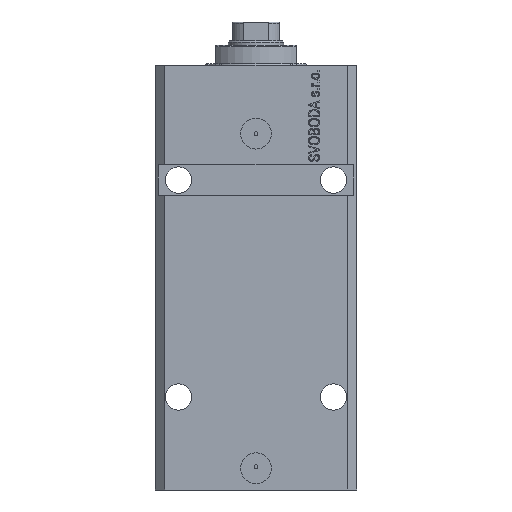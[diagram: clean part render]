
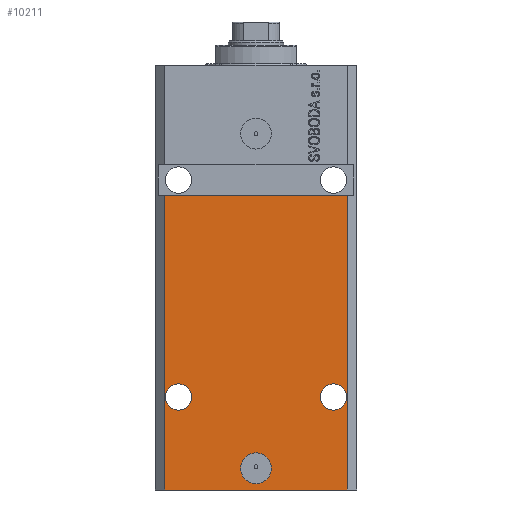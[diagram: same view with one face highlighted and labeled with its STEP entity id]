
A CAD part, front view. The second image highlights one B-rep face of the part: STEP entity #10211.
In plain terms, the highlighted planar face has unit normal (0, -1, 0).
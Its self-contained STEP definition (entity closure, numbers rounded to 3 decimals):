
#240 = CARTESIAN_POINT ( 'NONE',  ( -29.5, -22.5, -42. ) ) ;
#1107 = EDGE_CURVE ( 'NONE', #22138, #30338, #26460, .T. ) ;
#1578 = DIRECTION ( 'NONE',  ( 0., -1., 0. ) ) ;
#2268 = CARTESIAN_POINT ( 'NONE',  ( 29.5, -22.5, -137. ) ) ;
#2583 = VERTEX_POINT ( 'NONE', #35908 ) ;
#2776 = ORIENTED_EDGE ( 'NONE', *, *, #24502, .T. ) ;
#3658 = DIRECTION ( 'NONE',  ( 0., -1., 0. ) ) ;
#4089 = CARTESIAN_POINT ( 'NONE',  ( -5., -22.5, -130. ) ) ;
#4400 = DIRECTION ( 'NONE',  ( -1., 0., 0. ) ) ;
#4565 = VECTOR ( 'NONE', #16315, 1000. ) ;
#4840 = DIRECTION ( 'NONE',  ( 1., 0., 0. ) ) ;
#5384 = ORIENTED_EDGE ( 'NONE', *, *, #1107, .F. ) ;
#5957 = DIRECTION ( 'NONE',  ( 1., 0., 0. ) ) ;
#6306 = CIRCLE ( 'NONE', #13295, 5. ) ;
#7264 = DIRECTION ( 'NONE',  ( 0., -1., 0. ) ) ;
#8240 = VERTEX_POINT ( 'NONE', #2268 ) ;
#9139 = DIRECTION ( 'NONE',  ( 1., 0., 0. ) ) ;
#9864 = PLANE ( 'NONE',  #18867 ) ;
#10211 = ADVANCED_FACE ( 'NONE', ( #31831, #39394, #13522, #32077 ), #9864, .T. ) ;
#10960 = EDGE_CURVE ( 'NONE', #30961, #8240, #42862, .T. ) ;
#11217 = CARTESIAN_POINT ( 'NONE',  ( 0., -22.5, -130. ) ) ;
#12406 = VERTEX_POINT ( 'NONE', #240 ) ;
#12823 = VECTOR ( 'NONE', #5957, 1000. ) ;
#13295 = AXIS2_PLACEMENT_3D ( 'NONE', #11217, #44155, #44876 ) ;
#13522 = FACE_BOUND ( 'NONE', #47538, .T. ) ;
#13931 = AXIS2_PLACEMENT_3D ( 'NONE', #21250, #3658, #14633 ) ;
#14125 = EDGE_LOOP ( 'NONE', ( #42232, #5384 ) ) ;
#14373 = AXIS2_PLACEMENT_3D ( 'NONE', #25809, #7264, #22143 ) ;
#14633 = DIRECTION ( 'NONE',  ( 1., 0., 0. ) ) ;
#14923 = ORIENTED_EDGE ( 'NONE', *, *, #37413, .F. ) ;
#16315 = DIRECTION ( 'NONE',  ( 0., 0., 1. ) ) ;
#17153 = ORIENTED_EDGE ( 'NONE', *, *, #19654, .F. ) ;
#17644 = CARTESIAN_POINT ( 'NONE',  ( -32.5, -22.5, -42. ) ) ;
#17886 = AXIS2_PLACEMENT_3D ( 'NONE', #41633, #45763, #35283 ) ;
#18091 = ORIENTED_EDGE ( 'NONE', *, *, #27701, .F. ) ;
#18280 = EDGE_CURVE ( 'NONE', #12406, #35452, #35477, .T. ) ;
#18867 = AXIS2_PLACEMENT_3D ( 'NONE', #24267, #1578, #9139 ) ;
#19080 = ORIENTED_EDGE ( 'NONE', *, *, #35589, .F. ) ;
#19654 = EDGE_CURVE ( 'NONE', #41675, #2583, #40882, .T. ) ;
#19813 = VERTEX_POINT ( 'NONE', #4089 ) ;
#21250 = CARTESIAN_POINT ( 'NONE',  ( 25., -22.5, -107. ) ) ;
#21616 = CARTESIAN_POINT ( 'NONE',  ( -29.5, -22.5, -137. ) ) ;
#22138 = VERTEX_POINT ( 'NONE', #28351 ) ;
#22143 = DIRECTION ( 'NONE',  ( -1., 0., 0. ) ) ;
#22333 = CARTESIAN_POINT ( 'NONE',  ( 29.5, -22.5, -137. ) ) ;
#22934 = CARTESIAN_POINT ( 'NONE',  ( -25., -22.5, -107. ) ) ;
#24267 = CARTESIAN_POINT ( 'NONE',  ( -29.5, -22.5, -137. ) ) ;
#24502 = EDGE_CURVE ( 'NONE', #8240, #35452, #41607, .T. ) ;
#25314 = EDGE_LOOP ( 'NONE', ( #31024, #18091, #46595, #2776 ) ) ;
#25809 = CARTESIAN_POINT ( 'NONE',  ( -25., -22.5, -107. ) ) ;
#26460 = CIRCLE ( 'NONE', #17886, 4.25 ) ;
#27701 = EDGE_CURVE ( 'NONE', #30961, #12406, #38522, .T. ) ;
#28351 = CARTESIAN_POINT ( 'NONE',  ( 20.75, -22.5, -107. ) ) ;
#28360 = CARTESIAN_POINT ( 'NONE',  ( 29.25, -22.5, -107. ) ) ;
#28528 = CARTESIAN_POINT ( 'NONE',  ( 5., -22.5, -130. ) ) ;
#28543 = EDGE_CURVE ( 'NONE', #30338, #22138, #46655, .T. ) ;
#28593 = CARTESIAN_POINT ( 'NONE',  ( 29.5, -22.5, -42. ) ) ;
#30338 = VERTEX_POINT ( 'NONE', #28360 ) ;
#30936 = EDGE_LOOP ( 'NONE', ( #19080, #14923 ) ) ;
#30961 = VERTEX_POINT ( 'NONE', #21616 ) ;
#31024 = ORIENTED_EDGE ( 'NONE', *, *, #18280, .F. ) ;
#31831 = FACE_BOUND ( 'NONE', #30936, .T. ) ;
#32077 = FACE_OUTER_BOUND ( 'NONE', #25314, .T. ) ;
#33022 = ORIENTED_EDGE ( 'NONE', *, *, #44399, .F. ) ;
#33555 = DIRECTION ( 'NONE',  ( 0., 0., 1. ) ) ;
#33890 = AXIS2_PLACEMENT_3D ( 'NONE', #22934, #37815, #4400 ) ;
#34346 = CARTESIAN_POINT ( 'NONE',  ( -29.5, -22.5, -137. ) ) ;
#35283 = DIRECTION ( 'NONE',  ( 1., 0., 0. ) ) ;
#35330 = CARTESIAN_POINT ( 'NONE',  ( -20.75, -22.5, -107. ) ) ;
#35350 = CARTESIAN_POINT ( 'NONE',  ( -29.5, -22.5, -137. ) ) ;
#35429 = CIRCLE ( 'NONE', #14373, 4.25 ) ;
#35452 = VERTEX_POINT ( 'NONE', #28593 ) ;
#35477 = LINE ( 'NONE', #17644, #12823 ) ;
#35589 = EDGE_CURVE ( 'NONE', #43538, #19813, #6306, .T. ) ;
#35908 = CARTESIAN_POINT ( 'NONE',  ( -29.25, -22.5, -107. ) ) ;
#36350 = DIRECTION ( 'NONE',  ( 1., 0., 0. ) ) ;
#37413 = EDGE_CURVE ( 'NONE', #19813, #43538, #41399, .T. ) ;
#37815 = DIRECTION ( 'NONE',  ( 0., -1., 0. ) ) ;
#38522 = LINE ( 'NONE', #35350, #4565 ) ;
#39394 = FACE_BOUND ( 'NONE', #14125, .T. ) ;
#40882 = CIRCLE ( 'NONE', #33890, 4.25 ) ;
#41399 = CIRCLE ( 'NONE', #42201, 5. ) ;
#41607 = LINE ( 'NONE', #22333, #44216 ) ;
#41633 = CARTESIAN_POINT ( 'NONE',  ( 25., -22.5, -107. ) ) ;
#41675 = VERTEX_POINT ( 'NONE', #35330 ) ;
#42201 = AXIS2_PLACEMENT_3D ( 'NONE', #47775, #44768, #36350 ) ;
#42232 = ORIENTED_EDGE ( 'NONE', *, *, #28543, .F. ) ;
#42862 = LINE ( 'NONE', #34346, #43053 ) ;
#43053 = VECTOR ( 'NONE', #4840, 1000. ) ;
#43538 = VERTEX_POINT ( 'NONE', #28528 ) ;
#44155 = DIRECTION ( 'NONE',  ( 0., -1., 0. ) ) ;
#44216 = VECTOR ( 'NONE', #33555, 1000. ) ;
#44399 = EDGE_CURVE ( 'NONE', #2583, #41675, #35429, .T. ) ;
#44768 = DIRECTION ( 'NONE',  ( 0., -1., 0. ) ) ;
#44876 = DIRECTION ( 'NONE',  ( 1., 0., 0. ) ) ;
#45763 = DIRECTION ( 'NONE',  ( 0., -1., 0. ) ) ;
#46595 = ORIENTED_EDGE ( 'NONE', *, *, #10960, .T. ) ;
#46655 = CIRCLE ( 'NONE', #13931, 4.25 ) ;
#47538 = EDGE_LOOP ( 'NONE', ( #17153, #33022 ) ) ;
#47775 = CARTESIAN_POINT ( 'NONE',  ( 0., -22.5, -130. ) ) ;
